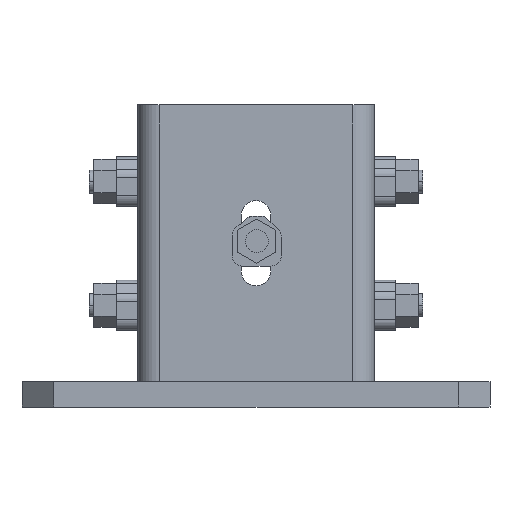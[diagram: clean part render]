
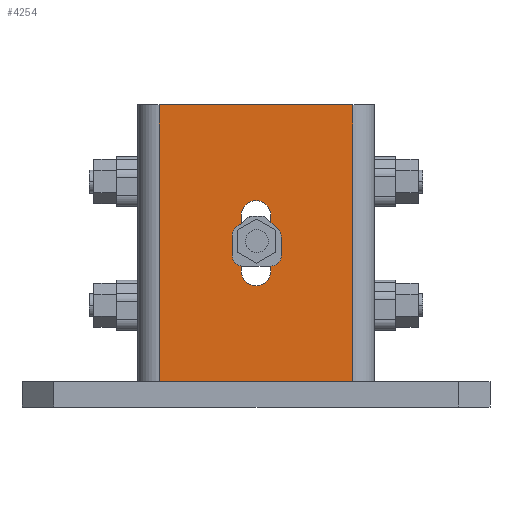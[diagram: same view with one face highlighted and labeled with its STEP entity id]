
A CAD part, left-side view. The second image highlights one B-rep face of the part: STEP entity #4254.
In plain terms, the highlighted planar face has unit normal (-1, 0, 0).
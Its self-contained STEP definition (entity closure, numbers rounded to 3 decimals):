
#134 = VECTOR ( 'NONE', #2394, 1000. ) ;
#161 = CARTESIAN_POINT ( 'NONE',  ( -55., 0., 64. ) ) ;
#162 = CIRCLE ( 'NONE', #2856, 7. ) ;
#210 = ORIENTED_EDGE ( 'NONE', *, *, #1852, .F. ) ;
#225 = CARTESIAN_POINT ( 'NONE',  ( -55., -45.5, 12. ) ) ;
#281 = CARTESIAN_POINT ( 'NONE',  ( -55., 45.5, 142. ) ) ;
#335 = ORIENTED_EDGE ( 'NONE', *, *, #3333, .F. ) ;
#349 = VERTEX_POINT ( 'NONE', #2379 ) ;
#367 = DIRECTION ( 'NONE',  ( 0., 0., -1. ) ) ;
#430 = DIRECTION ( 'NONE',  ( 0., 1., 0. ) ) ;
#440 = DIRECTION ( 'NONE',  ( 0., 0., -1. ) ) ;
#469 = EDGE_CURVE ( 'NONE', #3940, #1943, #4051, .T. ) ;
#616 = DIRECTION ( 'NONE',  ( 0., 0., 1. ) ) ;
#666 = VERTEX_POINT ( 'NONE', #1873 ) ;
#728 = EDGE_CURVE ( 'NONE', #1845, #4338, #4370, .T. ) ;
#732 = EDGE_CURVE ( 'NONE', #666, #2964, #162, .T. ) ;
#751 = ORIENTED_EDGE ( 'NONE', *, *, #732, .T. ) ;
#759 = VECTOR ( 'NONE', #3663, 1000. ) ;
#772 = CARTESIAN_POINT ( 'NONE',  ( -55., 0., 64. ) ) ;
#869 = ORIENTED_EDGE ( 'NONE', *, *, #3265, .T. ) ;
#1075 = LINE ( 'NONE', #1345, #3934 ) ;
#1108 = VERTEX_POINT ( 'NONE', #281 ) ;
#1167 = CARTESIAN_POINT ( 'NONE',  ( -55., 7., 64. ) ) ;
#1170 = CARTESIAN_POINT ( 'NONE',  ( -55., -7., 64. ) ) ;
#1175 = ORIENTED_EDGE ( 'NONE', *, *, #469, .T. ) ;
#1286 = CARTESIAN_POINT ( 'NONE',  ( -55., 0., 57. ) ) ;
#1322 = LINE ( 'NONE', #1933, #759 ) ;
#1327 = DIRECTION ( 'NONE',  ( 1., 0., 0. ) ) ;
#1345 = CARTESIAN_POINT ( 'NONE',  ( -55., -45.5, 12. ) ) ;
#1361 = DIRECTION ( 'NONE',  ( -1., 0., 0. ) ) ;
#1369 = CARTESIAN_POINT ( 'NONE',  ( -55., 0., 90. ) ) ;
#1372 = CIRCLE ( 'NONE', #4289, 7. ) ;
#1436 = VECTOR ( 'NONE', #616, 1000. ) ;
#1456 = VERTEX_POINT ( 'NONE', #1167 ) ;
#1563 = CARTESIAN_POINT ( 'NONE',  ( -55., 45.5, 142. ) ) ;
#1770 = DIRECTION ( 'NONE',  ( 0., 0., -1. ) ) ;
#1789 = AXIS2_PLACEMENT_3D ( 'NONE', #772, #3489, #440 ) ;
#1805 = LINE ( 'NONE', #2422, #3652 ) ;
#1845 = VERTEX_POINT ( 'NONE', #225 ) ;
#1852 = EDGE_CURVE ( 'NONE', #1108, #4338, #2643, .T. ) ;
#1873 = CARTESIAN_POINT ( 'NONE',  ( -55., 7., 90. ) ) ;
#1933 = CARTESIAN_POINT ( 'NONE',  ( -55., 7., 64. ) ) ;
#1943 = VERTEX_POINT ( 'NONE', #1286 ) ;
#1968 = ORIENTED_EDGE ( 'NONE', *, *, #728, .T. ) ;
#2098 = CARTESIAN_POINT ( 'NONE',  ( -55., -7., 90. ) ) ;
#2121 = FACE_OUTER_BOUND ( 'NONE', #3203, .T. ) ;
#2234 = EDGE_CURVE ( 'NONE', #1456, #666, #1322, .T. ) ;
#2257 = VECTOR ( 'NONE', #3645, 1000. ) ;
#2268 = EDGE_CURVE ( 'NONE', #2964, #3940, #2700, .T. ) ;
#2379 = CARTESIAN_POINT ( 'NONE',  ( -55., 45.5, 12. ) ) ;
#2394 = DIRECTION ( 'NONE',  ( 0., 0., -1. ) ) ;
#2422 = CARTESIAN_POINT ( 'NONE',  ( -55., 45.5, 12. ) ) ;
#2443 = DIRECTION ( 'NONE',  ( 0., 0., -1. ) ) ;
#2535 = EDGE_LOOP ( 'NONE', ( #3609, #1175, #869, #3858, #751 ) ) ;
#2643 = LINE ( 'NONE', #1563, #2257 ) ;
#2700 = LINE ( 'NONE', #2098, #134 ) ;
#2847 = DIRECTION ( 'NONE',  ( 1., 0., 0. ) ) ;
#2856 = AXIS2_PLACEMENT_3D ( 'NONE', #1369, #1327, #367 ) ;
#2964 = VERTEX_POINT ( 'NONE', #2968 ) ;
#2968 = CARTESIAN_POINT ( 'NONE',  ( -55., -7., 90. ) ) ;
#3012 = ORIENTED_EDGE ( 'NONE', *, *, #3504, .F. ) ;
#3071 = FACE_BOUND ( 'NONE', #2535, .T. ) ;
#3160 = DIRECTION ( 'NONE',  ( 0., 0., 1. ) ) ;
#3203 = EDGE_LOOP ( 'NONE', ( #210, #335, #3012, #1968 ) ) ;
#3265 = EDGE_CURVE ( 'NONE', #1943, #1456, #1372, .T. ) ;
#3333 = EDGE_CURVE ( 'NONE', #349, #1108, #1805, .T. ) ;
#3450 = CARTESIAN_POINT ( 'NONE',  ( -55., 45.5, 142. ) ) ;
#3476 = PLANE ( 'NONE',  #3957 ) ;
#3489 = DIRECTION ( 'NONE',  ( 1., 0., 0. ) ) ;
#3504 = EDGE_CURVE ( 'NONE', #1845, #349, #1075, .T. ) ;
#3523 = CARTESIAN_POINT ( 'NONE',  ( -55., -45.5, 142. ) ) ;
#3609 = ORIENTED_EDGE ( 'NONE', *, *, #2268, .T. ) ;
#3645 = DIRECTION ( 'NONE',  ( 0., -1., 0. ) ) ;
#3652 = VECTOR ( 'NONE', #3160, 1000. ) ;
#3663 = DIRECTION ( 'NONE',  ( 0., 0., 1. ) ) ;
#3701 = CARTESIAN_POINT ( 'NONE',  ( -55., -45.5, 12. ) ) ;
#3858 = ORIENTED_EDGE ( 'NONE', *, *, #2234, .T. ) ;
#3934 = VECTOR ( 'NONE', #430, 1000. ) ;
#3940 = VERTEX_POINT ( 'NONE', #1170 ) ;
#3957 = AXIS2_PLACEMENT_3D ( 'NONE', #3450, #1361, #1770 ) ;
#4051 = CIRCLE ( 'NONE', #1789, 7. ) ;
#4254 = ADVANCED_FACE ( 'NONE', ( #3071, #2121 ), #3476, .T. ) ;
#4289 = AXIS2_PLACEMENT_3D ( 'NONE', #161, #2847, #2443 ) ;
#4338 = VERTEX_POINT ( 'NONE', #3523 ) ;
#4370 = LINE ( 'NONE', #3701, #1436 ) ;
